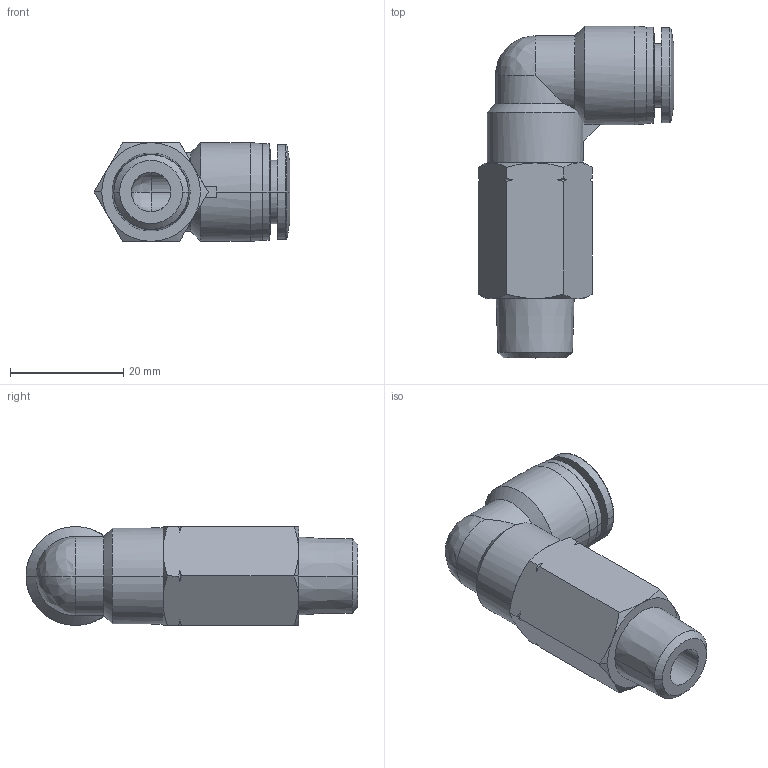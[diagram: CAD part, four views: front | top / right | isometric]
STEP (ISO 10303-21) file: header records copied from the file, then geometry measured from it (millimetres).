
FILE_DESCRIPTION (( 'STEP AP214' ), '1' );
FILE_NAME ('MEL38-14N.step', '2016-02-24T20:42:44', ( '' ), ( '' ), 'SwSTEP 2.0', 'SolidWorks 2015', '' );
FILE_SCHEMA (( 'AUTOMOTIVE_DESIGN' ));
Length unit declared in the file: inch
Products named in the file (1): MEL38-14N
Bounding box: 34.63 x 58.75 x 17.5 mm (x, y, z)
Volume: 12111.5 mm3; surface area: 6295.8 mm2
Topology: 1 solids, 1 shells, 87 faces, 213 edges, 129 vertices
Faces by surface type: cone 43, cylinder 20, plane 16, bspline 8
Entity records: 3902 total; most frequent: CARTESIAN_POINT 794, ORIENTED_EDGE 418, DIRECTION 397, EDGE_CURVE 209, AXIS2_PLACEMENT_3D 172, VERTEX_POINT 129, EDGE_LOOP 94, CIRCLE 92
